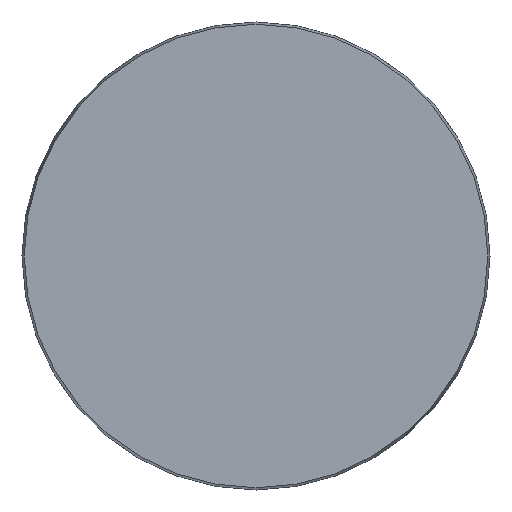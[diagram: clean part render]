
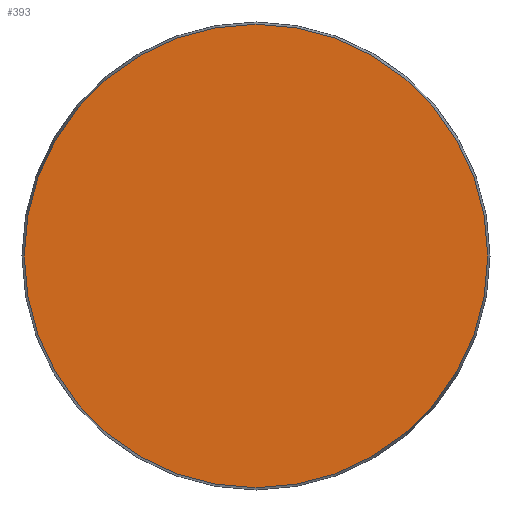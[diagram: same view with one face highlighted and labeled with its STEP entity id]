
A CAD part, front view. The second image highlights one B-rep face of the part: STEP entity #393.
In plain terms, the highlighted planar face has unit normal (0, -1, 0).
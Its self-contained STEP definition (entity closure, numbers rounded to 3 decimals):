
#53 = DIRECTION ( 'NONE',  ( 0., 0., -1. ) ) ;
#58 = ORIENTED_EDGE ( 'NONE', *, *, #180, .T. ) ;
#63 = PLANE ( 'NONE',  #98 ) ;
#98 = AXIS2_PLACEMENT_3D ( 'NONE', #110, #146, #273 ) ;
#110 = CARTESIAN_POINT ( 'NONE',  ( -58.425, 0., 0. ) ) ;
#146 = DIRECTION ( 'NONE',  ( 0., 1., 0. ) ) ;
#180 = EDGE_CURVE ( 'NONE', #291, #291, #222, .T. ) ;
#185 = CARTESIAN_POINT ( 'NONE',  ( 0., 0., 0. ) ) ;
#219 = EDGE_LOOP ( 'NONE', ( #58 ) ) ;
#222 = CIRCLE ( 'NONE', #536, 58.425 ) ;
#273 = DIRECTION ( 'NONE',  ( 0., 0., 1. ) ) ;
#291 = VERTEX_POINT ( 'NONE', #471 ) ;
#393 = ADVANCED_FACE ( 'NONE', ( #491 ), #63, .F. ) ;
#405 = DIRECTION ( 'NONE',  ( 0., -1., 0. ) ) ;
#471 = CARTESIAN_POINT ( 'NONE',  ( 0., 0., -58.425 ) ) ;
#491 = FACE_OUTER_BOUND ( 'NONE', #219, .T. ) ;
#536 = AXIS2_PLACEMENT_3D ( 'NONE', #185, #405, #53 ) ;
